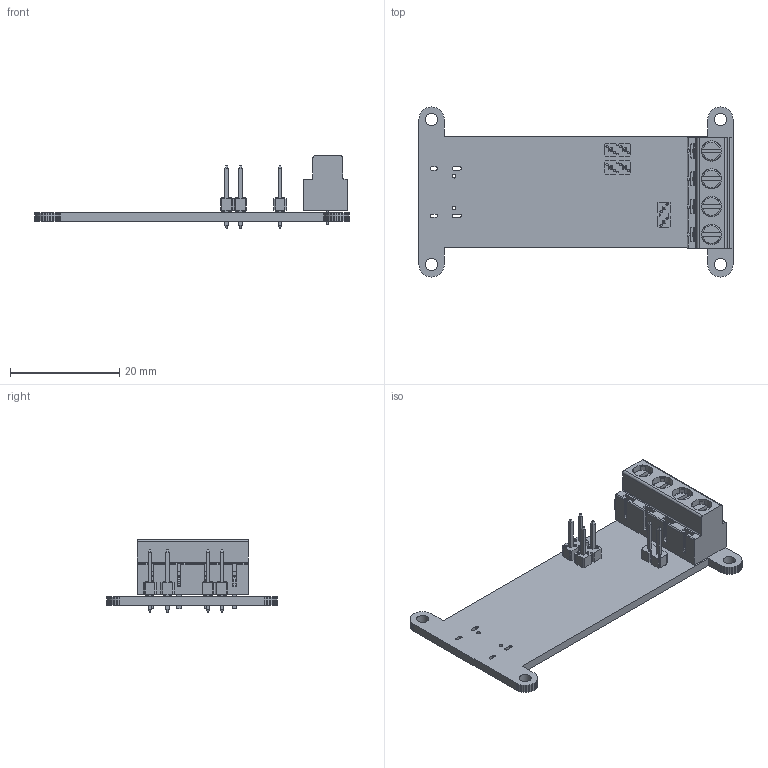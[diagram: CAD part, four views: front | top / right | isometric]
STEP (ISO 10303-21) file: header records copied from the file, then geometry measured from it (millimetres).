
FILE_DESCRIPTION(('KiCad electronic assembly'),'2;1');
FILE_NAME('UsbCanAdapter.step','2023-03-12T16:33:51',('Pcbnew'),('Kicad' ),'Open CASCADE STEP processor 7.5','KiCad to STEP converter', 'Unknown');
FILE_SCHEMA(('AUTOMOTIVE_DESIGN { 1 0 10303 214 1 1 1 1 }'));
Length unit declared in the file: millimetre
Products named in the file (6): UsbCanAdapter 1; 77311-y18-02_asm; COMPOUND; c-1776119-4-b-3d; SOLID; PCB
Assembly tree (7 placements, depth 3):
  UsbCanAdapter 1
    77311-y18-02_asm  x3
      COMPOUND
    c-1776119-4-b-3d
      SOLID
    PCB
Bounding box: 57.4 x 31.1 x 13.3 mm (x, y, z)
Volume: 3302.3 mm3; surface area: 4447.2 mm2
Topology: 11 solids, 11 shells, 768 faces, 2026 edges, 1316 vertices
Faces by surface type: plane 592, cylinder 168, torus 8
Full cylindrical faces by diameter (mm): 0.65 x2, 0.762 x6, 1.3 x4, 2.2 x4
Entity records: 46857 total; most frequent: CARTESIAN_POINT 14002, DIRECTION 5952, LINE 4134, VECTOR 4134, ORIENTED_EDGE 3300, PCURVE 3300, DEFINITIONAL_REPRESENTATION 3300, EDGE_CURVE 1650
